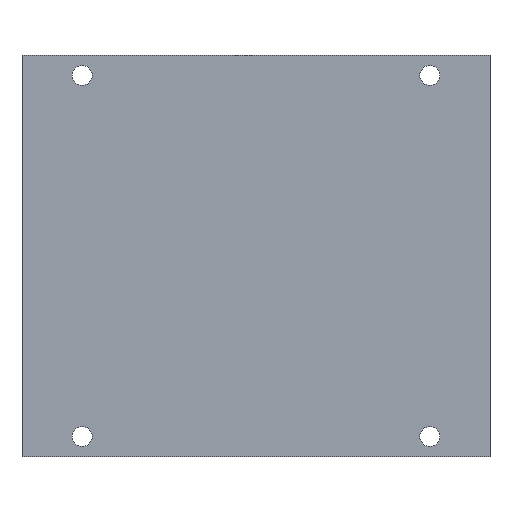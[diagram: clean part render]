
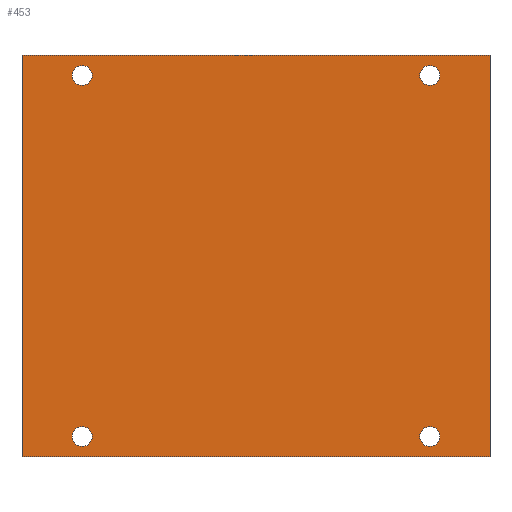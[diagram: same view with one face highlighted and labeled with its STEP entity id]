
A CAD part, front view. The second image highlights one B-rep face of the part: STEP entity #453.
In plain terms, the highlighted planar face has unit normal (0, -1, 0).
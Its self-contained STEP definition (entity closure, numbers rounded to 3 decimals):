
#3 = ORIENTED_EDGE ( 'NONE', *, *, #518, .T. ) ;
#5 = CARTESIAN_POINT ( 'NONE',  ( 26., -0.8, -27. ) ) ;
#7 = EDGE_CURVE ( 'NONE', #502, #448, #386, .T. ) ;
#15 = VERTEX_POINT ( 'NONE', #130 ) ;
#32 = CARTESIAN_POINT ( 'NONE',  ( -26., -0.8, 27. ) ) ;
#38 = VECTOR ( 'NONE', #311, 1000. ) ;
#40 = ORIENTED_EDGE ( 'NONE', *, *, #508, .T. ) ;
#46 = FACE_BOUND ( 'NONE', #444, .T. ) ;
#48 = VERTEX_POINT ( 'NONE', #137 ) ;
#53 = DIRECTION ( 'NONE',  ( 0., 0., -1. ) ) ;
#57 = CARTESIAN_POINT ( 'NONE',  ( -35., -0.8, -30. ) ) ;
#63 = DIRECTION ( 'NONE',  ( 0., 1., 0. ) ) ;
#77 = AXIS2_PLACEMENT_3D ( 'NONE', #358, #427, #433 ) ;
#78 = DIRECTION ( 'NONE',  ( 0., 0., -1. ) ) ;
#92 = DIRECTION ( 'NONE',  ( 0., 1., 0. ) ) ;
#96 = VERTEX_POINT ( 'NONE', #303 ) ;
#98 = CARTESIAN_POINT ( 'NONE',  ( 35., -0.8, -30. ) ) ;
#100 = CARTESIAN_POINT ( 'NONE',  ( 35., -0.8, 30. ) ) ;
#101 = ORIENTED_EDGE ( 'NONE', *, *, #235, .T. ) ;
#109 = DIRECTION ( 'NONE',  ( 0., 0., -1. ) ) ;
#112 = ORIENTED_EDGE ( 'NONE', *, *, #171, .F. ) ;
#115 = DIRECTION ( 'NONE',  ( 0., 1., 0. ) ) ;
#116 = EDGE_CURVE ( 'NONE', #405, #15, #412, .T. ) ;
#117 = CARTESIAN_POINT ( 'NONE',  ( 26., -0.8, 27. ) ) ;
#126 = EDGE_LOOP ( 'NONE', ( #3, #459 ) ) ;
#127 = EDGE_CURVE ( 'NONE', #48, #439, #436, .T. ) ;
#130 = CARTESIAN_POINT ( 'NONE',  ( -26., -0.8, 28.5 ) ) ;
#132 = FACE_BOUND ( 'NONE', #283, .T. ) ;
#135 = VERTEX_POINT ( 'NONE', #100 ) ;
#137 = CARTESIAN_POINT ( 'NONE',  ( 26., -0.8, -28.5 ) ) ;
#156 = FACE_OUTER_BOUND ( 'NONE', #253, .T. ) ;
#158 = ORIENTED_EDGE ( 'NONE', *, *, #162, .F. ) ;
#160 = DIRECTION ( 'NONE',  ( 0., 0., -1. ) ) ;
#161 = CARTESIAN_POINT ( 'NONE',  ( 26., -0.8, 28.5 ) ) ;
#162 = EDGE_CURVE ( 'NONE', #247, #164, #334, .T. ) ;
#164 = VERTEX_POINT ( 'NONE', #261 ) ;
#166 = DIRECTION ( 'NONE',  ( 0., 1., 0. ) ) ;
#171 = EDGE_CURVE ( 'NONE', #96, #135, #421, .T. ) ;
#177 = DIRECTION ( 'NONE',  ( -1., 0., 0. ) ) ;
#182 = VECTOR ( 'NONE', #177, 1000. ) ;
#200 = LINE ( 'NONE', #487, #287 ) ;
#202 = VERTEX_POINT ( 'NONE', #219 ) ;
#208 = EDGE_LOOP ( 'NONE', ( #417, #362 ) ) ;
#209 = DIRECTION ( 'NONE',  ( 0., 0., -1. ) ) ;
#219 = CARTESIAN_POINT ( 'NONE',  ( -26., -0.8, -28.5 ) ) ;
#222 = ORIENTED_EDGE ( 'NONE', *, *, #435, .F. ) ;
#223 = AXIS2_PLACEMENT_3D ( 'NONE', #242, #526, #78 ) ;
#227 = ORIENTED_EDGE ( 'NONE', *, *, #347, .T. ) ;
#230 = CARTESIAN_POINT ( 'NONE',  ( -26., -0.8, 25.5 ) ) ;
#234 = DIRECTION ( 'NONE',  ( 0., 0., 1. ) ) ;
#235 = EDGE_CURVE ( 'NONE', #336, #202, #259, .T. ) ;
#236 = CARTESIAN_POINT ( 'NONE',  ( 26., -0.8, -25.5 ) ) ;
#237 = FACE_BOUND ( 'NONE', #126, .T. ) ;
#242 = CARTESIAN_POINT ( 'NONE',  ( 0., -0.8, 0. ) ) ;
#247 = VERTEX_POINT ( 'NONE', #98 ) ;
#253 = EDGE_LOOP ( 'NONE', ( #222, #112, #289, #158 ) ) ;
#255 = DIRECTION ( 'NONE',  ( 0., 0., -1. ) ) ;
#259 = CIRCLE ( 'NONE', #264, 1.5 ) ;
#261 = CARTESIAN_POINT ( 'NONE',  ( -35., -0.8, -30. ) ) ;
#264 = AXIS2_PLACEMENT_3D ( 'NONE', #346, #469, #53 ) ;
#283 = EDGE_LOOP ( 'NONE', ( #101, #227 ) ) ;
#285 = DIRECTION ( 'NONE',  ( 0., 1., 0. ) ) ;
#286 = DIRECTION ( 'NONE',  ( 0., 0., -1. ) ) ;
#287 = VECTOR ( 'NONE', #234, 1000. ) ;
#289 = ORIENTED_EDGE ( 'NONE', *, *, #454, .F. ) ;
#300 = CIRCLE ( 'NONE', #511, 1.5 ) ;
#303 = CARTESIAN_POINT ( 'NONE',  ( -35., -0.8, 30. ) ) ;
#304 = ORIENTED_EDGE ( 'NONE', *, *, #127, .T. ) ;
#310 = DIRECTION ( 'NONE',  ( 0., 0., -1. ) ) ;
#311 = DIRECTION ( 'NONE',  ( 1., 0., 0. ) ) ;
#312 = AXIS2_PLACEMENT_3D ( 'NONE', #452, #92, #255 ) ;
#324 = CARTESIAN_POINT ( 'NONE',  ( 26., -0.8, 25.5 ) ) ;
#334 = LINE ( 'NONE', #57, #182 ) ;
#336 = VERTEX_POINT ( 'NONE', #474 ) ;
#343 = CIRCLE ( 'NONE', #77, 1.5 ) ;
#346 = CARTESIAN_POINT ( 'NONE',  ( -26., -0.8, -27. ) ) ;
#347 = EDGE_CURVE ( 'NONE', #202, #336, #343, .T. ) ;
#358 = CARTESIAN_POINT ( 'NONE',  ( -26., -0.8, -27. ) ) ;
#362 = ORIENTED_EDGE ( 'NONE', *, *, #516, .T. ) ;
#363 = AXIS2_PLACEMENT_3D ( 'NONE', #5, #63, #310 ) ;
#377 = CARTESIAN_POINT ( 'NONE',  ( -26., -0.8, 27. ) ) ;
#384 = VECTOR ( 'NONE', #109, 1000. ) ;
#386 = CIRCLE ( 'NONE', #312, 1.5 ) ;
#390 = CIRCLE ( 'NONE', #505, 1.5 ) ;
#396 = CARTESIAN_POINT ( 'NONE',  ( 35., -0.8, 30. ) ) ;
#399 = DIRECTION ( 'NONE',  ( 0., 0., -1. ) ) ;
#400 = LINE ( 'NONE', #396, #384 ) ;
#403 = DIRECTION ( 'NONE',  ( 0., 1., 0. ) ) ;
#404 = CIRCLE ( 'NONE', #480, 1.5 ) ;
#405 = VERTEX_POINT ( 'NONE', #230 ) ;
#412 = CIRCLE ( 'NONE', #462, 1.5 ) ;
#417 = ORIENTED_EDGE ( 'NONE', *, *, #7, .T. ) ;
#421 = LINE ( 'NONE', #463, #38 ) ;
#427 = DIRECTION ( 'NONE',  ( 0., 1., 0. ) ) ;
#433 = DIRECTION ( 'NONE',  ( 0., 0., -1. ) ) ;
#435 = EDGE_CURVE ( 'NONE', #135, #247, #400, .T. ) ;
#436 = CIRCLE ( 'NONE', #363, 1.5 ) ;
#439 = VERTEX_POINT ( 'NONE', #236 ) ;
#440 = PLANE ( 'NONE',  #223 ) ;
#444 = EDGE_LOOP ( 'NONE', ( #40, #304 ) ) ;
#448 = VERTEX_POINT ( 'NONE', #324 ) ;
#452 = CARTESIAN_POINT ( 'NONE',  ( 26., -0.8, 27. ) ) ;
#453 = ADVANCED_FACE ( 'NONE', ( #46, #483, #237, #132, #156 ), #440, .T. ) ;
#454 = EDGE_CURVE ( 'NONE', #164, #96, #200, .T. ) ;
#459 = ORIENTED_EDGE ( 'NONE', *, *, #116, .T. ) ;
#462 = AXIS2_PLACEMENT_3D ( 'NONE', #377, #166, #209 ) ;
#463 = CARTESIAN_POINT ( 'NONE',  ( -35., -0.8, 30. ) ) ;
#469 = DIRECTION ( 'NONE',  ( 0., 1., 0. ) ) ;
#474 = CARTESIAN_POINT ( 'NONE',  ( -26., -0.8, -25.5 ) ) ;
#480 = AXIS2_PLACEMENT_3D ( 'NONE', #117, #403, #160 ) ;
#483 = FACE_BOUND ( 'NONE', #208, .T. ) ;
#485 = CARTESIAN_POINT ( 'NONE',  ( 26., -0.8, -27. ) ) ;
#487 = CARTESIAN_POINT ( 'NONE',  ( -35., -0.8, 30. ) ) ;
#502 = VERTEX_POINT ( 'NONE', #161 ) ;
#505 = AXIS2_PLACEMENT_3D ( 'NONE', #32, #285, #399 ) ;
#508 = EDGE_CURVE ( 'NONE', #439, #48, #300, .T. ) ;
#511 = AXIS2_PLACEMENT_3D ( 'NONE', #485, #115, #286 ) ;
#516 = EDGE_CURVE ( 'NONE', #448, #502, #404, .T. ) ;
#518 = EDGE_CURVE ( 'NONE', #15, #405, #390, .T. ) ;
#526 = DIRECTION ( 'NONE',  ( 0., -1., 0. ) ) ;
